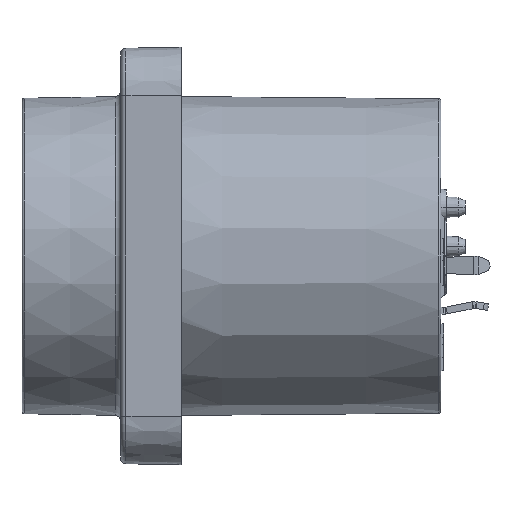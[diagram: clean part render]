
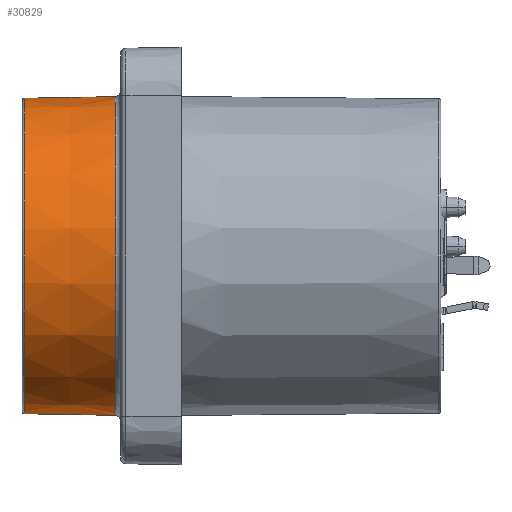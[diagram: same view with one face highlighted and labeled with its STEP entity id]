
A CAD part, left-side view. The second image highlights one B-rep face of the part: STEP entity #30829.
In plain terms, the highlighted conical face has half-angle 1 degrees and reference radius 11.735 mm.
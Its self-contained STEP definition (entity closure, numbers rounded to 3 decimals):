
#7201=CARTESIAN_POINT('',(0.,-6.907,0.));
#7202=DIRECTION('',(0.,-1.,0.));
#7203=DIRECTION('',(0.,0.,1.));
#7204=AXIS2_PLACEMENT_3D('',#7201,#7202,#7203);
#7206=DIRECTION('',(0.,1.,0.017));
#7207=VECTOR('',#7206,6.711);
#7208=CARTESIAN_POINT('',(0.,-6.907,-11.793));
#7209=LINE('',#7208,#7207);
#7210=CARTESIAN_POINT('',(0.,-0.197,0.));
#7211=DIRECTION('',(0.,1.,0.));
#7212=DIRECTION('',(0.,0.,-1.));
#7213=AXIS2_PLACEMENT_3D('',#7210,#7211,#7212);
#7215=DIRECTION('',(0.,1.,-0.017));
#7216=VECTOR('',#7215,6.711);
#7217=CARTESIAN_POINT('',(0.,-6.907,11.793));
#7218=LINE('',#7217,#7216);
#13379=CARTESIAN_POINT('',(0.,-0.197,-11.676));
#13380=CARTESIAN_POINT('',(0.,-0.197,11.676));
#13381=VERTEX_POINT('',#13379);
#13382=VERTEX_POINT('',#13380);
#13383=CARTESIAN_POINT('',(0.,-6.907,11.793));
#13384=CARTESIAN_POINT('',(0.,-6.907,-11.793));
#13385=VERTEX_POINT('',#13383);
#13386=VERTEX_POINT('',#13384);
#30818=CARTESIAN_POINT('',(0.,-3.552,0.));
#30819=DIRECTION('',(0.,-1.,0.));
#30820=DIRECTION('',(0.,0.,1.));
#30821=AXIS2_PLACEMENT_3D('',#30818,#30819,#30820);
#30822=CONICAL_SURFACE('',#30821,11.735,1.);
#30823=ORIENTED_EDGE('',*,*,#30809,.T.);
#30824=ORIENTED_EDGE('',*,*,#30784,.T.);
#30825=ORIENTED_EDGE('',*,*,#30754,.T.);
#30826=ORIENTED_EDGE('',*,*,#30781,.F.);
#30827=EDGE_LOOP('',(#30823,#30824,#30825,#30826));
#30828=FACE_OUTER_BOUND('',#30827,.F.);
#30829=ADVANCED_FACE('',(#30828),#30822,.T.);
#7205=CIRCLE('',#7204,11.793);
#7214=CIRCLE('',#7213,11.676);
#30754=EDGE_CURVE('',#13381,#13382,#7214,.T.);
#30781=EDGE_CURVE('',#13385,#13382,#7218,.T.);
#30784=EDGE_CURVE('',#13386,#13381,#7209,.T.);
#30809=EDGE_CURVE('',#13385,#13386,#7205,.T.);
